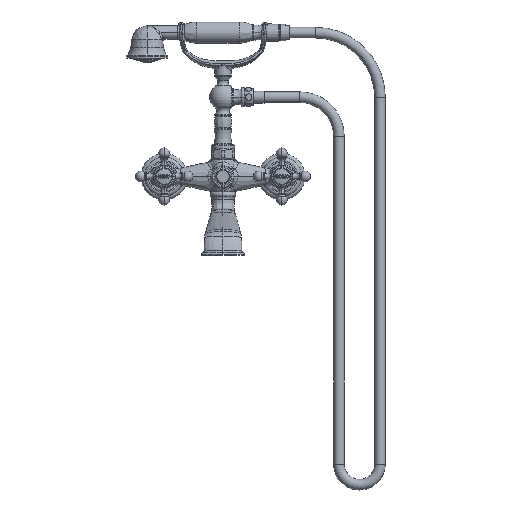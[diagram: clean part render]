
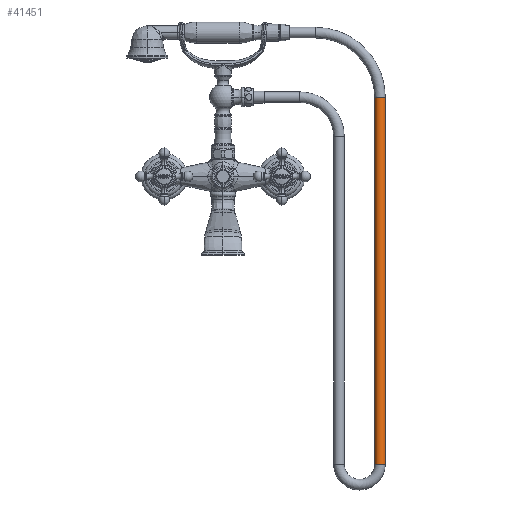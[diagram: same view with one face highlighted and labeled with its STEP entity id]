
A CAD part, top view. The second image highlights one B-rep face of the part: STEP entity #41451.
In plain terms, the highlighted cylindrical face has radius 6.858 mm (diameter 13.716 mm), a partial arc.
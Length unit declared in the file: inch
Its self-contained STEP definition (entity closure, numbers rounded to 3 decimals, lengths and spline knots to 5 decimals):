
#13916=DIRECTION('',(0.,-1.,0.));
#13917=VECTOR('',#13916,18.713);
#13918=CARTESIAN_POINT('',(7.73343,4.04827,0.));
#13919=LINE('',#13918,#13917);
#13920=CARTESIAN_POINT('',(8.00343,4.04827,0.));
#13921=DIRECTION('',(0.,-1.,0.));
#13922=DIRECTION('',(1.,0.,0.));
#13923=AXIS2_PLACEMENT_3D('',#13920,#13921,#13922);
#13925=DIRECTION('',(0.,-1.,0.));
#13926=VECTOR('',#13925,18.713);
#13927=CARTESIAN_POINT('',(8.27343,4.04827,0.));
#13928=LINE('',#13927,#13926);
#13929=CARTESIAN_POINT('',(8.00343,-14.66473,0.));
#13930=DIRECTION('',(0.,-1.,0.));
#13931=DIRECTION('',(1.,0.,0.));
#13932=AXIS2_PLACEMENT_3D('',#13929,#13930,#13931);
#15518=CARTESIAN_POINT('',(7.73343,4.04827,0.));
#15519=CARTESIAN_POINT('',(8.27343,4.04827,0.));
#15520=VERTEX_POINT('',#15518);
#15521=VERTEX_POINT('',#15519);
#15522=CARTESIAN_POINT('',(7.73343,-14.66473,0.));
#15523=VERTEX_POINT('',#15522);
#15524=CARTESIAN_POINT('',(8.27343,-14.66473,0.));
#15525=VERTEX_POINT('',#15524);
#41439=CARTESIAN_POINT('',(8.00343,4.04827,0.));
#41440=DIRECTION('',(0.,-1.,0.));
#41441=DIRECTION('',(-1.,0.,0.));
#41442=AXIS2_PLACEMENT_3D('',#41439,#41440,#41441);
#41443=CYLINDRICAL_SURFACE('',#41442,0.27);
#41444=ORIENTED_EDGE('',*,*,#41404,.F.);
#41445=ORIENTED_EDGE('',*,*,#41434,.T.);
#41447=ORIENTED_EDGE('',*,*,#41446,.T.);
#41448=ORIENTED_EDGE('',*,*,#41430,.F.);
#41449=EDGE_LOOP('',(#41444,#41445,#41447,#41448));
#41450=FACE_OUTER_BOUND('',#41449,.F.);
#41451=ADVANCED_FACE('',(#41450),#41443,.T.);
#13924=CIRCLE('',#13923,0.27);
#13933=CIRCLE('',#13932,0.27);
#41404=EDGE_CURVE('',#15521,#15520,#13924,.T.);
#41430=EDGE_CURVE('',#15520,#15523,#13919,.T.);
#41434=EDGE_CURVE('',#15521,#15525,#13928,.T.);
#41446=EDGE_CURVE('',#15525,#15523,#13933,.T.);
